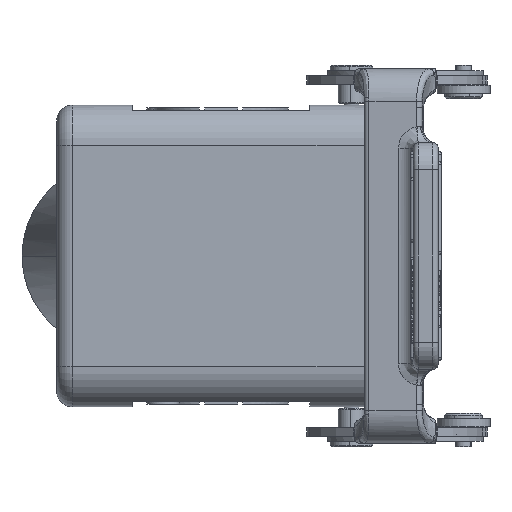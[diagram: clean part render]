
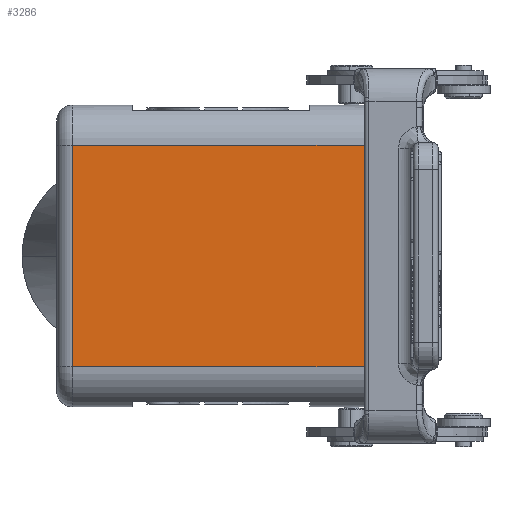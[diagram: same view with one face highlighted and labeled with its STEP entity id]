
A CAD part, left-side view. The second image highlights one B-rep face of the part: STEP entity #3286.
In plain terms, the highlighted planar face has unit normal (-1, 0, 0).
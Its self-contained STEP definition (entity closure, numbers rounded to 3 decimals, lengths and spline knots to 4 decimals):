
#1792=FACE_OUTER_BOUND('',#5976,.T.);
#3286=ADVANCED_FACE('',(#1792),#4779,.F.);
#4779=PLANE('',#28923);
#5976=EDGE_LOOP('',(#9735,#9736,#9737,#9738));
#9735=ORIENTED_EDGE('',*,*,#20705,.F.);
#9736=ORIENTED_EDGE('',*,*,#20791,.F.);
#9737=ORIENTED_EDGE('',*,*,#20401,.F.);
#9738=ORIENTED_EDGE('',*,*,#20391,.F.);
#17542=VERTEX_POINT('',#38160);
#17547=VERTEX_POINT('',#38174);
#17559=VERTEX_POINT('',#38202);
#17804=VERTEX_POINT('',#39450);
#20391=EDGE_CURVE('',#17542,#17547,#24584,.T.);
#20401=EDGE_CURVE('',#17547,#17559,#24590,.T.);
#20705=EDGE_CURVE('',#17804,#17542,#24716,.T.);
#20791=EDGE_CURVE('',#17559,#17804,#24783,.T.);
#24584=LINE('',#38182,#26610);
#24590=LINE('',#38201,#26616);
#24716=LINE('',#39451,#26742);
#24783=LINE('',#39888,#26809);
#26610=VECTOR('',#31017,1.);
#26616=VECTOR('',#31033,1.);
#26742=VECTOR('',#31561,1.);
#26809=VECTOR('',#31730,1.);
#28923=AXIS2_PLACEMENT_3D('',#39889,#31731,#31732);
#31017=DIRECTION('',(0.,-1.,0.));
#31033=DIRECTION('',(0.,0.,-1.));
#31561=DIRECTION('',(0.,0.,1.));
#31730=DIRECTION('',(0.,1.,0.));
#31731=DIRECTION('',(1.,0.,0.));
#31732=DIRECTION('',(0.,1.,0.));
#38160=CARTESIAN_POINT('',(-1.6142,1.8268,0.8071));
#38174=CARTESIAN_POINT('',(-1.6142,-0.4173,0.8071));
#38182=CARTESIAN_POINT('',(-1.6142,1.8268,0.8071));
#38201=CARTESIAN_POINT('',(-1.6142,-0.4173,0.8071));
#38202=CARTESIAN_POINT('',(-1.6142,-0.4173,-0.8071));
#39450=CARTESIAN_POINT('',(-1.6142,1.8268,-0.8071));
#39451=CARTESIAN_POINT('',(-1.6142,1.8268,-0.8071));
#39888=CARTESIAN_POINT('',(-1.6142,-0.4173,-0.8071));
#39889=CARTESIAN_POINT('',(-1.6142,0.7047,0.));
